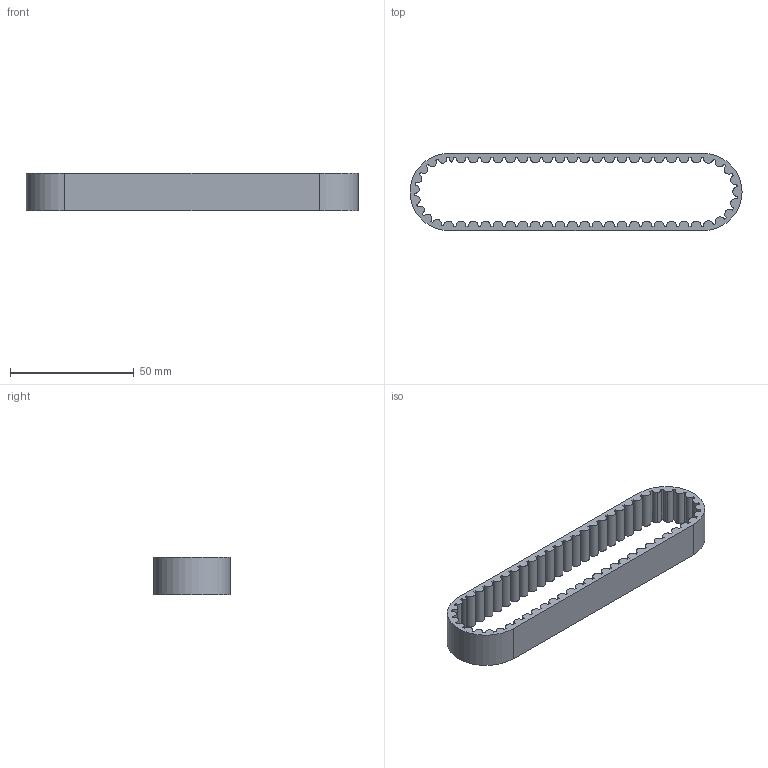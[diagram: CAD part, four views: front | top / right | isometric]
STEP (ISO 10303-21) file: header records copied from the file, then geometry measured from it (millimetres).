
FILE_DESCRIPTION(/* description */ ('Ozubený řemen HTD 300-5M-15'),/* implementation_level */ '2;1');
FILE_NAME(/* name */ '904504.stp',/* time_stamp */ '2013-12-08T23:17:22+01:00',/* author */ ('PC'),/* organization */ (''),/* preprocessor_version */ 'ST-DEVELOPER v15.2',/* originating_system */ 'Autodesk Inventor 2014',/* authorisation */ '');
FILE_SCHEMA (('AUTOMOTIVE_DESIGN { 1 0 10303 214 3 1 1 }'));
Length unit declared in the file: millimetre
Products named in the file (1): 904504
Bounding box: 134 x 31.1 x 15 mm (x, y, z)
Volume: 13208.8 mm3; surface area: 12687 mm2
Topology: 1 solids, 1 shells, 142 faces, 420 edges, 280 vertices
Faces by surface type: cylinder 96, plane 46
Entity records: 4861 total; most frequent: DIRECTION 898, CARTESIAN_POINT 843, ORIENTED_EDGE 840, EDGE_CURVE 420, AXIS2_PLACEMENT_3D 335, VERTEX_POINT 280, LINE 228, VECTOR 228
